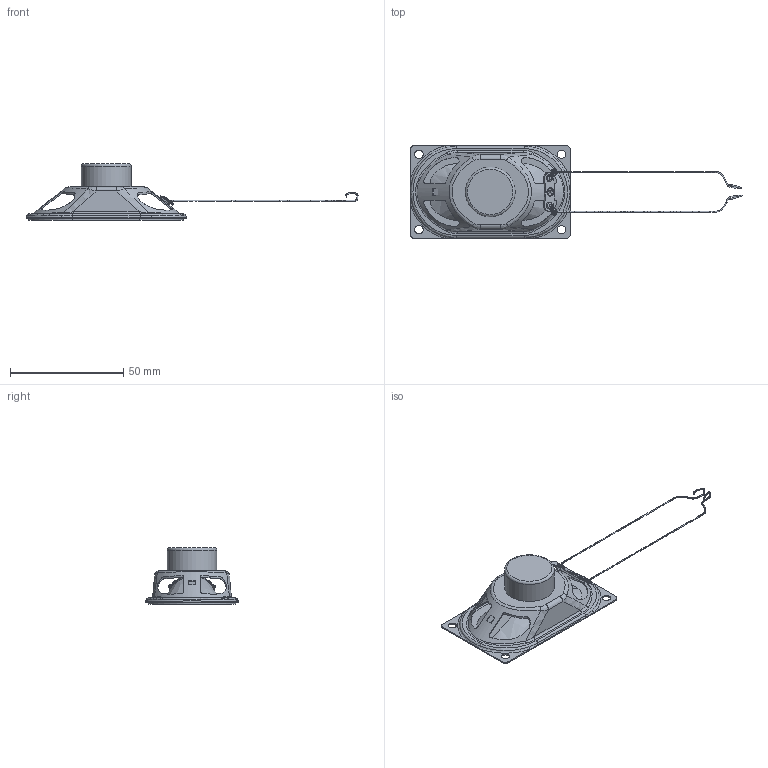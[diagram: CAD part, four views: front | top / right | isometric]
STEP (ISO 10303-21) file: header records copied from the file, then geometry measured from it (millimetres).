
FILE_DESCRIPTION(/* description */ (''),/* implementation_level */ '2;1');
FILE_NAME(/* name */ 'speaker-model.step',/* time_stamp */ '2024-07-21T14:41:08-04:00',/* author */ (''),/* organization */ (''),/* preprocessor_version */ 'ST-DEVELOPER v20',/* originating_system */ 'Autodesk Translation Framework v13.14.0.145',/* authorisation */ '');
FILE_SCHEMA (('AUTOMOTIVE_DESIGN { 1 0 10303 214 3 1 1 }'));
Length unit declared in the file: millimetre
Products named in the file (1): AS07104PO-LW152-R
Bounding box: 146.89 x 41 x 25 mm (x, y, z)
Volume: 10145 mm3; surface area: 14368.3 mm2
Topology: 6 solids, 6 shells, 341 faces, 865 edges, 548 vertices
Faces by surface type: bspline 107, cylinder 98, plane 95, torus 40, cone 1
Full cylindrical faces by diameter (mm): 0.321 x2, 3.7 x4, 11.6 x1, 12 x1, 15.2 x1, 22 x1
Entity records: 17141 total; most frequent: CARTESIAN_POINT 9057, ORIENTED_EDGE 1728, DIRECTION 1394, EDGE_CURVE 864, AXIS2_PLACEMENT_3D 589, VERTEX_POINT 548, EDGE_LOOP 374, FACE_OUTER_BOUND 341
